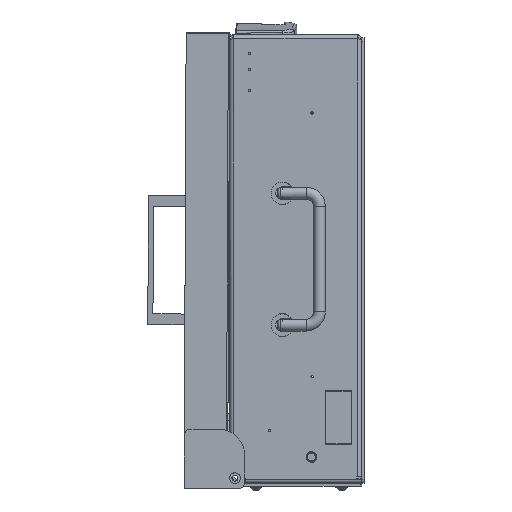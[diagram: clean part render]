
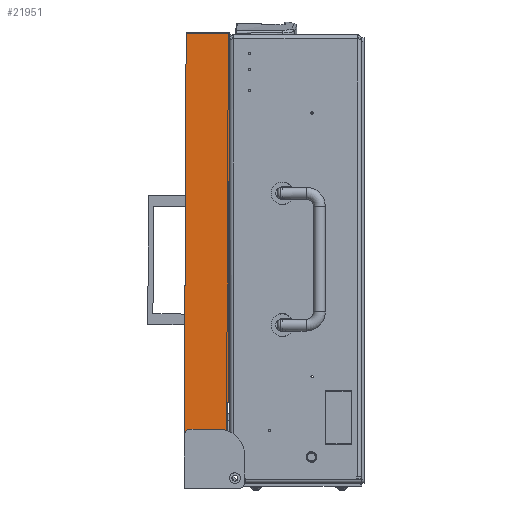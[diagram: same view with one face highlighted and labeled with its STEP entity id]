
A CAD part, left-side view. The second image highlights one B-rep face of the part: STEP entity #21951.
In plain terms, the highlighted planar face has unit normal (-1, 0, 0).
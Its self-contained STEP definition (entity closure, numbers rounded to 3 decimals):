
#724 = CARTESIAN_POINT ( 'NONE',  ( -232.5, 33., -133. ) ) ;
#1235 = CIRCLE ( 'NONE', #41919, 20. ) ;
#1283 = PLANE ( 'NONE',  #31729 ) ;
#2185 = CARTESIAN_POINT ( 'NONE',  ( -232.5, 0., 173. ) ) ;
#4413 = CARTESIAN_POINT ( 'NONE',  ( -232.5, 7., -148. ) ) ;
#5223 = ORIENTED_EDGE ( 'NONE', *, *, #61757, .T. ) ;
#6489 = DIRECTION ( 'NONE',  ( 0., 0., 1. ) ) ;
#7825 = DIRECTION ( 'NONE',  ( 0., 0., -1. ) ) ;
#9575 = DIRECTION ( 'NONE',  ( 0., 1., 0. ) ) ;
#11945 = LINE ( 'NONE', #34148, #20029 ) ;
#13323 = VECTOR ( 'NONE', #9575, 1000. ) ;
#13591 = VERTEX_POINT ( 'NONE', #27008 ) ;
#14616 = EDGE_CURVE ( 'NONE', #62883, #18656, #32785, .T. ) ;
#15356 = LINE ( 'NONE', #59405, #13323 ) ;
#18656 = VERTEX_POINT ( 'NONE', #34069 ) ;
#20029 = VECTOR ( 'NONE', #6489, 1000. ) ;
#21951 = ADVANCED_FACE ( 'NONE', ( #56216 ), #1283, .F. ) ;
#25077 = ORIENTED_EDGE ( 'NONE', *, *, #14616, .F. ) ;
#25375 = LINE ( 'NONE', #70519, #70830 ) ;
#27008 = CARTESIAN_POINT ( 'NONE',  ( -232.5, 7., -128. ) ) ;
#29361 = CARTESIAN_POINT ( 'NONE',  ( -232.5, 28., -128. ) ) ;
#31272 = ORIENTED_EDGE ( 'NONE', *, *, #58560, .F. ) ;
#31729 = AXIS2_PLACEMENT_3D ( 'NONE', #39822, #34394, #7825 ) ;
#32414 = CARTESIAN_POINT ( 'NONE',  ( -232.5, 33., -173. ) ) ;
#32785 = LINE ( 'NONE', #32414, #59845 ) ;
#33655 = VERTEX_POINT ( 'NONE', #29361 ) ;
#33699 = EDGE_CURVE ( 'NONE', #46973, #51300, #11945, .T. ) ;
#34069 = CARTESIAN_POINT ( 'NONE',  ( -232.5, 33., 173. ) ) ;
#34148 = CARTESIAN_POINT ( 'NONE',  ( -232.5, 0., -173. ) ) ;
#34394 = DIRECTION ( 'NONE',  ( 1., 0., 0. ) ) ;
#37878 = DIRECTION ( 'NONE',  ( 0., 0., -1. ) ) ;
#37884 = DIRECTION ( 'NONE',  ( 0., 0., 1. ) ) ;
#39167 = CIRCLE ( 'NONE', #55427, 5. ) ;
#39822 = CARTESIAN_POINT ( 'NONE',  ( -232.5, 33., -173. ) ) ;
#41104 = EDGE_CURVE ( 'NONE', #18656, #51300, #25375, .T. ) ;
#41607 = ORIENTED_EDGE ( 'NONE', *, *, #33699, .T. ) ;
#41919 = AXIS2_PLACEMENT_3D ( 'NONE', #4413, #43338, #37878 ) ;
#42131 = CARTESIAN_POINT ( 'NONE',  ( -232.5, 28., -133. ) ) ;
#42839 = DIRECTION ( 'NONE',  ( 0., -1., 0. ) ) ;
#43338 = DIRECTION ( 'NONE',  ( -1., 0., 0. ) ) ;
#43837 = ORIENTED_EDGE ( 'NONE', *, *, #41104, .F. ) ;
#46973 = VERTEX_POINT ( 'NONE', #57044 ) ;
#48672 = DIRECTION ( 'NONE',  ( 1., 0., 0. ) ) ;
#51300 = VERTEX_POINT ( 'NONE', #2185 ) ;
#52949 = EDGE_CURVE ( 'NONE', #46973, #13591, #1235, .T. ) ;
#54211 = ORIENTED_EDGE ( 'NONE', *, *, #52949, .F. ) ;
#55427 = AXIS2_PLACEMENT_3D ( 'NONE', #42131, #48672, #64345 ) ;
#56216 = FACE_OUTER_BOUND ( 'NONE', #63166, .T. ) ;
#57044 = CARTESIAN_POINT ( 'NONE',  ( -232.5, 0., -129.265 ) ) ;
#58560 = EDGE_CURVE ( 'NONE', #13591, #33655, #15356, .T. ) ;
#59405 = CARTESIAN_POINT ( 'NONE',  ( -232.5, 33., -128. ) ) ;
#59845 = VECTOR ( 'NONE', #37884, 1000. ) ;
#61757 = EDGE_CURVE ( 'NONE', #62883, #33655, #39167, .T. ) ;
#62883 = VERTEX_POINT ( 'NONE', #724 ) ;
#63166 = EDGE_LOOP ( 'NONE', ( #31272, #54211, #41607, #43837, #25077, #5223 ) ) ;
#64345 = DIRECTION ( 'NONE',  ( 0., 0., -1. ) ) ;
#70519 = CARTESIAN_POINT ( 'NONE',  ( -232.5, 33., 173. ) ) ;
#70830 = VECTOR ( 'NONE', #42839, 1000. ) ;
